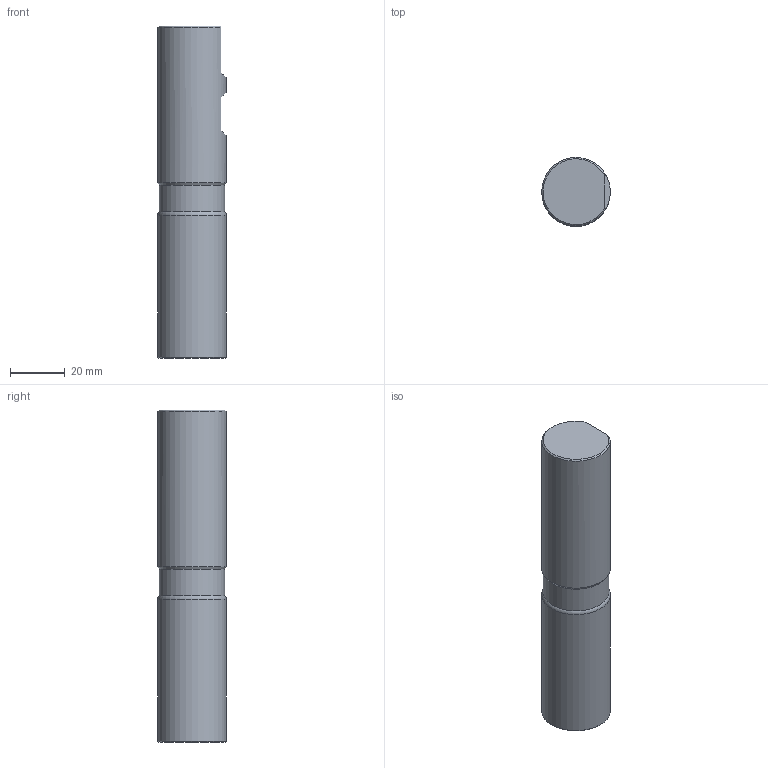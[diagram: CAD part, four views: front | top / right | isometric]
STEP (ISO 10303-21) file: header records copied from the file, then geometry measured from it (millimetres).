
FILE_DESCRIPTION(/* description */ (''),/* implementation_level */ '2;1');
FILE_NAME(/* name */ '1578488861904.stp',/* time_stamp */ '2020-01-08T14:08:07+01:00',/* author */ (''),/* organization */ ('SMS'),/* preprocessor_version */ 'ST-DEVELOPER v16.7',/* originating_system */ 'SIEMENS PLM Software NX 12.0',/* authorisation */ '');
FILE_SCHEMA (('AUTOMOTIVE_DESIGN { 1 0 10303 214 3 1 1 1 }'));
Length unit declared in the file: millimetre
Products named in the file (1): 201737798mod000_03
Bounding box: 25 x 25 x 121 mm (x, y, z)
Volume: 58402.1 mm3; surface area: 11325.7 mm2
Topology: 2 solids, 2 shells, 16 faces, 42 edges, 44 vertices
Faces by surface type: plane 9, cylinder 3, cone 3, torus 1
Full cylindrical faces by diameter (mm): 24 x1, 25 x2
Entity records: 541 total; most frequent: CARTESIAN_POINT 94, DIRECTION 81, ORIENTED_EDGE 44, AXIS2_PLACEMENT_3D 32, EDGE_LOOP 23, EDGE_CURVE 22, STYLED_ITEM 19, PRESENTATION_STYLE_ASSIGNMENT 19
